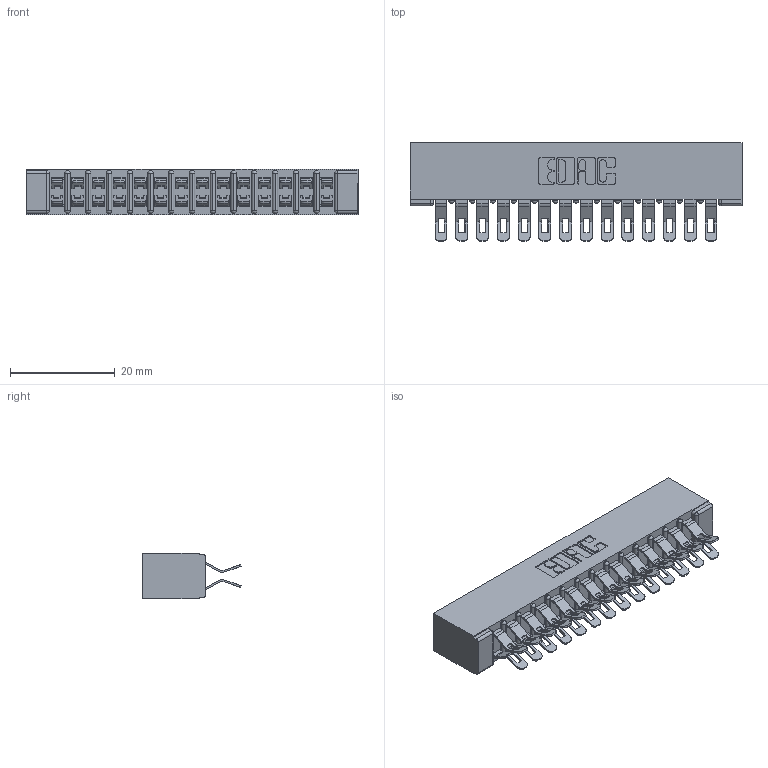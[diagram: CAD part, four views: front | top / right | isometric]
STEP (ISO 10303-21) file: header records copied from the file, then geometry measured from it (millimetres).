
FILE_DESCRIPTION (( 'STEP AP203' ), '1' );
FILE_NAME ('307-028-555-201.STEP', '2019-09-05T23:55:18', ( '' ), ( '' ), 'SwSTEP 2.0', 'SolidWorks 2016', '' );
FILE_SCHEMA (( 'CONFIG_CONTROL_DESIGN' ));
Length unit declared in the file: inch
Products named in the file (3): 307-290-001_555; 307 Part_No Mounting Lugs; 307-028-555-201
Assembly tree (29 placements, depth 2):
  307-028-555-201
    307 Part_No Mounting Lugs
    307-290-001_555  x28
Bounding box: 63.35 x 18.75 x 8.71 mm (x, y, z)
Volume: 4461 mm3; surface area: 8393.5 mm2
Topology: 29 solids, 29 shells, 1833 faces, 5367 edges, 3498 vertices
Faces by surface type: plane 1018, cylinder 785, sphere 30
Entity records: 16161 total; most frequent: CARTESIAN_POINT 2654, ORIENTED_EDGE 2628, DIRECTION 2618, EDGE_CURVE 1314, VECTOR 986, LINE 986, VERTEX_POINT 852, AXIS2_PLACEMENT_3D 816
